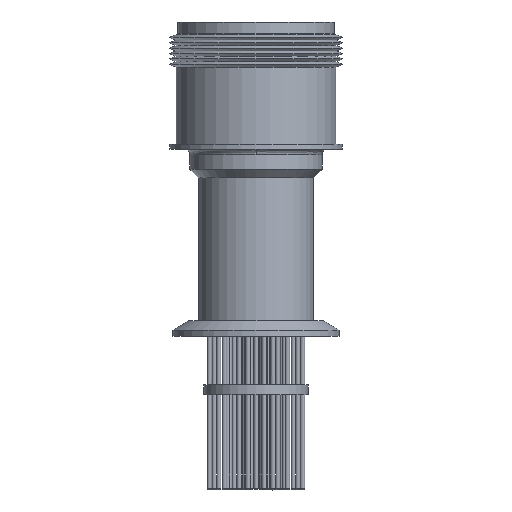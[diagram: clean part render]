
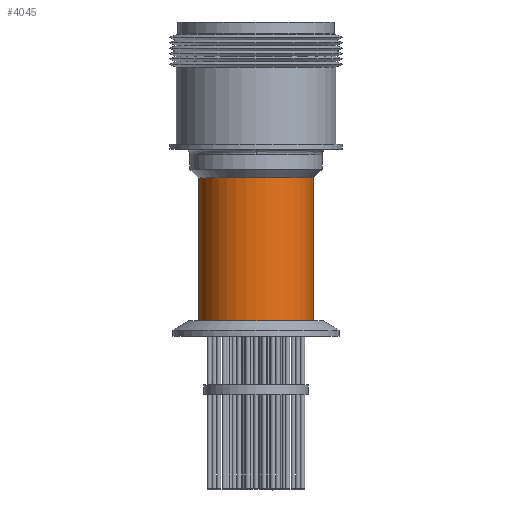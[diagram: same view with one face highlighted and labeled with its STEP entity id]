
A CAD part, front view. The second image highlights one B-rep face of the part: STEP entity #4045.
In plain terms, the highlighted cylindrical face has radius 18.986 mm (diameter 37.973 mm), a partial arc.
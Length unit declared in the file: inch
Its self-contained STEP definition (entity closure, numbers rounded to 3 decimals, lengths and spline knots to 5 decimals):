
#1492 = VERTEX_POINT ( 'NONE', #8948 ) ;
#4045 = ADVANCED_FACE ( 'NONE', ( #24384 ), #24391, .T. ) ;
#4802 = EDGE_CURVE ( 'NONE', #1492, #19762, #37697, .T. ) ;
#4803 = EDGE_CURVE ( 'NONE', #26539, #26523, #37698, .T. ) ;
#5749 = EDGE_CURVE ( 'NONE', #1492, #26539, #23012, .T. ) ;
#5756 = EDGE_CURVE ( 'NONE', #19762, #26523, #23011, .T. ) ;
#7670 = AXIS2_PLACEMENT_3D ( 'NONE', #20524, #20525, #20526 ) ;
#7671 = AXIS2_PLACEMENT_3D ( 'NONE', #20529, #20530, #20531 ) ;
#8948 = CARTESIAN_POINT ( 'NONE',  ( 0.7475, 0., -2.805 ) ) ;
#10099 = ORIENTED_EDGE ( 'NONE', *, *, #5756, .F. ) ;
#10101 = ORIENTED_EDGE ( 'NONE', *, *, #4802, .F. ) ;
#10102 = ORIENTED_EDGE ( 'NONE', *, *, #5749, .T. ) ;
#10104 = ORIENTED_EDGE ( 'NONE', *, *, #4803, .T. ) ;
#12912 = CARTESIAN_POINT ( 'NONE',  ( -0.7475, 0., -0.865 ) ) ;
#12927 = CARTESIAN_POINT ( 'NONE',  ( 0.7475, 0., -0.865 ) ) ;
#13840 = CARTESIAN_POINT ( 'NONE',  ( 0., 0., -0.08661 ) ) ;
#13844 = DIRECTION ( 'NONE',  ( 0., 0., 1. ) ) ;
#13848 = DIRECTION ( 'NONE',  ( 1., 0., 0. ) ) ;
#19762 = VERTEX_POINT ( 'NONE', #33051 ) ;
#19845 = DIRECTION ( 'NONE',  ( 0., 0., 1. ) ) ;
#19847 = CARTESIAN_POINT ( 'NONE',  ( 0.7475, 0., -0.08661 ) ) ;
#19900 = CARTESIAN_POINT ( 'NONE',  ( -0.7475, 0., -0.08661 ) ) ;
#19909 = DIRECTION ( 'NONE',  ( 0., 0., 1. ) ) ;
#20524 = CARTESIAN_POINT ( 'NONE',  ( 0., 0., -2.805 ) ) ;
#20525 = DIRECTION ( 'NONE',  ( 0., 0., -1. ) ) ;
#20526 = DIRECTION ( 'NONE',  ( -1., 0., 0. ) ) ;
#20529 = CARTESIAN_POINT ( 'NONE',  ( 0., 0., -0.865 ) ) ;
#20530 = DIRECTION ( 'NONE',  ( 0., 0., -1. ) ) ;
#20531 = DIRECTION ( 'NONE',  ( 1., 0., 0. ) ) ;
#23011 = LINE ( 'NONE', #19900, #23015 ) ;
#23012 = LINE ( 'NONE', #19847, #23014 ) ;
#23014 = VECTOR ( 'NONE', #19845, 39.37008 ) ;
#23015 = VECTOR ( 'NONE', #19909, 39.37008 ) ;
#24384 = FACE_OUTER_BOUND ( 'NONE', #38274, .T. ) ;
#24391 = CYLINDRICAL_SURFACE ( 'NONE', #29880, 0.7475 ) ;
#26523 = VERTEX_POINT ( 'NONE', #12912 ) ;
#26539 = VERTEX_POINT ( 'NONE', #12927 ) ;
#29880 = AXIS2_PLACEMENT_3D ( 'NONE', #13840, #13844, #13848 ) ;
#33051 = CARTESIAN_POINT ( 'NONE',  ( -0.7475, 0., -2.805 ) ) ;
#37697 = CIRCLE ( 'NONE', #7670, 0.7475 ) ;
#37698 = CIRCLE ( 'NONE', #7671, 0.7475 ) ;
#38274 = EDGE_LOOP ( 'NONE', ( #10099, #10101, #10102, #10104 ) ) ;
